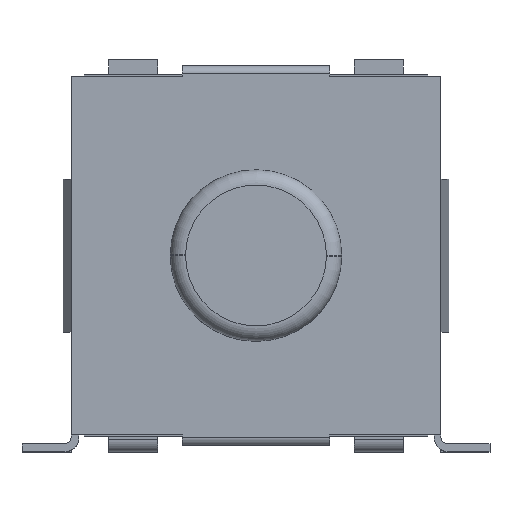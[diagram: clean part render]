
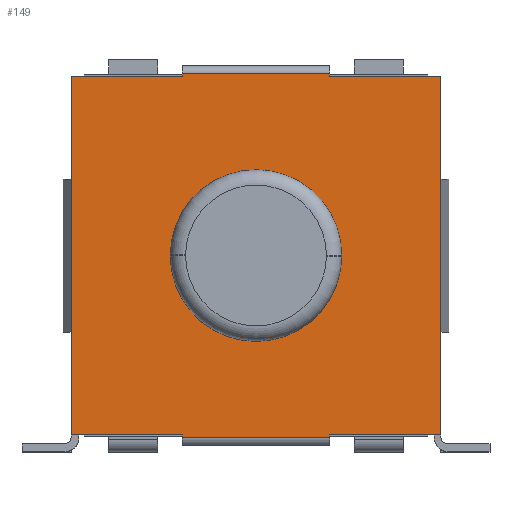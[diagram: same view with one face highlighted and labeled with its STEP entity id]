
A CAD part, top view. The second image highlights one B-rep face of the part: STEP entity #149.
In plain terms, the highlighted planar face has unit normal (0, 0, 1).
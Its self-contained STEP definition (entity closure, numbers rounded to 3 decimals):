
#149=ADVANCED_FACE('',(#378,#379),#380,.T.);
#378=FACE_OUTER_BOUND('',#623,.T.);
#379=FACE_BOUND('',#624,.T.);
#380=PLANE('',#625);
#623=EDGE_LOOP('',(#1517,#1518,#1519,#1520,#1521,#1522,#1523,#1524,#1525,#1526,#1527,#1528));
#624=EDGE_LOOP('',(#1529,#1530));
#625=AXIS2_PLACEMENT_3D('',#1531,#1532,#1533);
#1517=ORIENTED_EDGE('',*,*,#1663,.T.);
#1518=ORIENTED_EDGE('',*,*,#1949,.T.);
#1519=ORIENTED_EDGE('',*,*,#1941,.T.);
#1520=ORIENTED_EDGE('',*,*,#1951,.T.);
#1521=ORIENTED_EDGE('',*,*,#1834,.F.);
#1522=ORIENTED_EDGE('',*,*,#1948,.T.);
#1523=ORIENTED_EDGE('',*,*,#1697,.F.);
#1524=ORIENTED_EDGE('',*,*,#1811,.F.);
#1525=ORIENTED_EDGE('',*,*,#1845,.F.);
#1526=ORIENTED_EDGE('',*,*,#1952,.F.);
#1527=ORIENTED_EDGE('',*,*,#1943,.T.);
#1528=ORIENTED_EDGE('',*,*,#1816,.F.);
#1529=ORIENTED_EDGE('',*,*,#1953,.F.);
#1530=ORIENTED_EDGE('',*,*,#1954,.F.);
#1531=CARTESIAN_POINT('',(-3.02,2.925,0.0));
#1532=DIRECTION('',(0.0,0.0,1.0));
#1533=DIRECTION('',(1.0,0.0,0.0));
#1663=EDGE_CURVE('',#1996,#1994,#1997,.T.);
#1697=EDGE_CURVE('',#2058,#2060,#2061,.T.);
#1811=EDGE_CURVE('',#2240,#2058,#2243,.T.);
#1816=EDGE_CURVE('',#1996,#2251,#2252,.T.);
#1834=EDGE_CURVE('',#2282,#2284,#2285,.T.);
#1845=EDGE_CURVE('',#2303,#2240,#2305,.T.);
#1941=EDGE_CURVE('',#2460,#2458,#2461,.T.);
#1943=EDGE_CURVE('',#2463,#2251,#2464,.T.);
#1948=EDGE_CURVE('',#2282,#2060,#2472,.T.);
#1949=EDGE_CURVE('',#1994,#2460,#2473,.T.);
#1951=EDGE_CURVE('',#2458,#2284,#2475,.T.);
#1952=EDGE_CURVE('',#2463,#2303,#2476,.T.);
#1953=EDGE_CURVE('',#2477,#2478,#2479,.T.);
#1954=EDGE_CURVE('',#2478,#2477,#2480,.T.);
#1994=VERTEX_POINT('',#2525);
#1996=VERTEX_POINT('',#2528);
#1997=LINE('',#2529,#2530);
#2058=VERTEX_POINT('',#2623);
#2060=VERTEX_POINT('',#2626);
#2061=LINE('',#2627,#2628);
#2240=VERTEX_POINT('',#2901);
#2243=LINE('',#2905,#2906);
#2251=VERTEX_POINT('',#2918);
#2252=LINE('',#2919,#2920);
#2282=VERTEX_POINT('',#2966);
#2284=VERTEX_POINT('',#2969);
#2285=LINE('',#2970,#2971);
#2303=VERTEX_POINT('',#2997);
#2305=LINE('',#2999,#3000);
#2458=VERTEX_POINT('',#3239);
#2460=VERTEX_POINT('',#3241);
#2461=LINE('',#3242,#3243);
#2463=VERTEX_POINT('',#3246);
#2464=LINE('',#3247,#3248);
#2472=LINE('',#3259,#3260);
#2473=LINE('',#3261,#3262);
#2475=LINE('',#3265,#3266);
#2476=LINE('',#3267,#3268);
#2477=VERTEX_POINT('',#3269);
#2478=VERTEX_POINT('',#3270);
#2479=CIRCLE('',#3271,1.4);
#2480=CIRCLE('',#3272,1.4);
#2525=CARTESIAN_POINT('',(-3.02,-2.925,0.0));
#2528=CARTESIAN_POINT('',(-3.02,2.925,0.0));
#2529=CARTESIAN_POINT('',(-3.02,2.925,0.0));
#2530=VECTOR('',#3323,5.85);
#2623=CARTESIAN_POINT('',(3.02,2.925,0.0));
#2626=CARTESIAN_POINT('',(3.02,-2.925,0.0));
#2627=CARTESIAN_POINT('',(3.02,2.925,0.0));
#2628=VECTOR('',#3357,5.85);
#2901=CARTESIAN_POINT('',(1.2,2.925,0.0));
#2905=CARTESIAN_POINT('',(1.2,2.925,0.0));
#2906=VECTOR('',#3507,1.82);
#2918=CARTESIAN_POINT('',(-1.2,2.925,0.0));
#2919=CARTESIAN_POINT('',(-3.02,2.925,0.0));
#2920=VECTOR('',#3512,1.82);
#2966=CARTESIAN_POINT('',(1.2,-2.925,0.0));
#2969=CARTESIAN_POINT('',(1.2,-2.97,0.0));
#2970=CARTESIAN_POINT('',(1.2,-2.925,0.0));
#2971=VECTOR('',#3530,0.045);
#2997=CARTESIAN_POINT('',(1.2,2.97,0.0));
#2999=CARTESIAN_POINT('',(1.2,2.97,0.0));
#3000=VECTOR('',#3545,0.045);
#3239=CARTESIAN_POINT('',(-1.2,-2.97,0.0));
#3241=CARTESIAN_POINT('',(-1.2,-2.925,0.0));
#3242=CARTESIAN_POINT('',(-1.2,-2.925,0.0));
#3243=VECTOR('',#3659,0.045);
#3246=CARTESIAN_POINT('',(-1.2,2.97,0.0));
#3247=CARTESIAN_POINT('',(-1.2,2.97,0.0));
#3248=VECTOR('',#3661,0.045);
#3259=CARTESIAN_POINT('',(1.2,-2.925,0.0));
#3260=VECTOR('',#3668,1.82);
#3261=CARTESIAN_POINT('',(-3.02,-2.925,0.0));
#3262=VECTOR('',#3669,1.82);
#3265=CARTESIAN_POINT('',(-1.2,-2.97,0.0));
#3266=VECTOR('',#3671,2.4);
#3267=CARTESIAN_POINT('',(-1.2,2.97,0.0));
#3268=VECTOR('',#3672,2.4);
#3269=CARTESIAN_POINT('',(-1.4,0.0,0.0));
#3270=CARTESIAN_POINT('',(1.4,0.0,0.0));
#3271=AXIS2_PLACEMENT_3D('',#3673,#3674,#3675);
#3272=AXIS2_PLACEMENT_3D('',#3676,#3677,#3678);
#3323=DIRECTION('',(0.0,-1.0,0.0));
#3357=DIRECTION('',(0.0,-1.0,0.0));
#3507=DIRECTION('',(1.0,0.0,0.0));
#3512=DIRECTION('',(1.0,0.0,0.0));
#3530=DIRECTION('',(0.0,-1.0,0.0));
#3545=DIRECTION('',(0.0,-1.0,0.0));
#3659=DIRECTION('',(0.0,-1.0,0.0));
#3661=DIRECTION('',(0.0,-1.0,0.0));
#3668=DIRECTION('',(1.0,0.0,0.0));
#3669=DIRECTION('',(1.0,0.0,0.0));
#3671=DIRECTION('',(1.0,0.0,0.0));
#3672=DIRECTION('',(1.0,0.0,0.0));
#3673=CARTESIAN_POINT('',(0.0,0.0,0.0));
#3674=DIRECTION('',(0.0,0.0,1.0));
#3675=DIRECTION('',(-1.0,0.0,0.0));
#3676=CARTESIAN_POINT('',(0.0,0.0,0.0));
#3677=DIRECTION('',(0.0,0.0,1.0));
#3678=DIRECTION('',(1.0,0.0,0.0));
